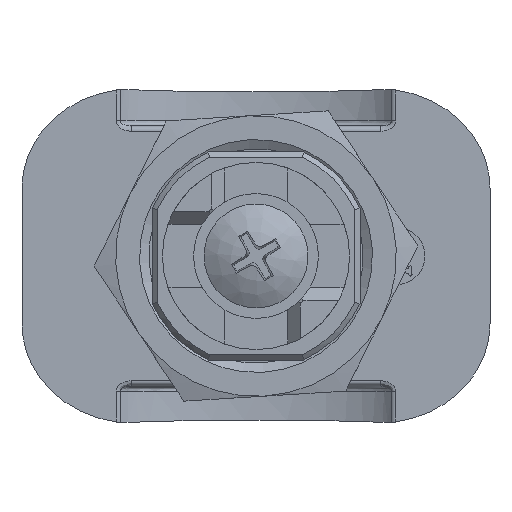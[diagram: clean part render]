
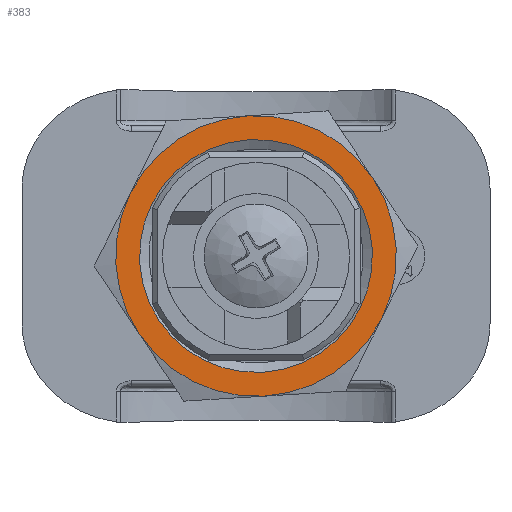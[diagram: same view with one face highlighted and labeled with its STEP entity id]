
A CAD part, front view. The second image highlights one B-rep face of the part: STEP entity #383.
In plain terms, the highlighted planar face has unit normal (0, -1, 0).
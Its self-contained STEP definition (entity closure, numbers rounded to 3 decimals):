
#383=ADVANCED_FACE('',(#708,#709),#710,.F.);
#708=FACE_BOUND('',#4715,.T.);
#709=FACE_OUTER_BOUND('',#4716,.T.);
#710=PLANE('',#4717);
#4715=EDGE_LOOP('',(#6030));
#4716=EDGE_LOOP('',(#6031,#6032,#6033,#6034,#6035,#6036));
#4717=AXIS2_PLACEMENT_3D('',#6037,#6038,#6039);
#6030=ORIENTED_EDGE('',*,*,#6919,.T.);
#6031=ORIENTED_EDGE('',*,*,#6920,.F.);
#6032=ORIENTED_EDGE('',*,*,#6921,.F.);
#6033=ORIENTED_EDGE('',*,*,#6922,.F.);
#6034=ORIENTED_EDGE('',*,*,#6923,.F.);
#6035=ORIENTED_EDGE('',*,*,#6887,.F.);
#6036=ORIENTED_EDGE('',*,*,#6924,.F.);
#6037=CARTESIAN_POINT('',(6.943,-5.3,13.957));
#6038=DIRECTION('',(0.,1.0,0.));
#6039=DIRECTION('',(-0.062,0.,0.998));
#6887=EDGE_CURVE('',#7656,#7653,#7658,.T.);
#6919=EDGE_CURVE('',#7717,#7717,#7718,.T.);
#6920=EDGE_CURVE('',#7719,#7664,#7720,.T.);
#6921=EDGE_CURVE('',#7721,#7719,#7722,.T.);
#6922=EDGE_CURVE('',#7723,#7721,#7724,.T.);
#6923=EDGE_CURVE('',#7653,#7723,#7725,.T.);
#6924=EDGE_CURVE('',#7664,#7656,#7726,.T.);
#7653=VERTEX_POINT('',#10504);
#7656=VERTEX_POINT('',#10512);
#7658=CIRCLE('',#10519,13.5);
#7664=VERTEX_POINT('',#10531);
#7717=VERTEX_POINT('',#10618);
#7718=CIRCLE('',#10619,11.2);
#7719=VERTEX_POINT('',#10620);
#7720=CIRCLE('',#10621,13.5);
#7721=VERTEX_POINT('',#10622);
#7722=CIRCLE('',#10623,13.5);
#7723=VERTEX_POINT('',#10624);
#7724=CIRCLE('',#10625,13.5);
#7725=CIRCLE('',#10626,13.5);
#7726=CIRCLE('',#10627,13.5);
#10504=CARTESIAN_POINT('',(0.836,-5.3,-13.474));
#10512=CARTESIAN_POINT('',(12.087,-5.3,-6.013));
#10519=AXIS2_PLACEMENT_3D('',#11323,#11324,#11325);
#10531=CARTESIAN_POINT('',(11.251,-5.3,7.461));
#10618=CARTESIAN_POINT('',(-0.694,-5.3,11.178));
#10619=AXIS2_PLACEMENT_3D('',#11367,#11368,#11369);
#10620=CARTESIAN_POINT('',(-0.836,-5.3,13.474));
#10621=AXIS2_PLACEMENT_3D('',#11370,#11371,#11372);
#10622=CARTESIAN_POINT('',(-12.087,-5.3,6.013));
#10623=AXIS2_PLACEMENT_3D('',#11373,#11374,#11375);
#10624=CARTESIAN_POINT('',(-11.251,-5.3,-7.461));
#10625=AXIS2_PLACEMENT_3D('',#11376,#11377,#11378);
#10626=AXIS2_PLACEMENT_3D('',#11379,#11380,#11381);
#10627=AXIS2_PLACEMENT_3D('',#11382,#11383,#11384);
#11323=CARTESIAN_POINT('',(0.,-5.3,0.));
#11324=DIRECTION('',(0.,1.0,0.));
#11325=DIRECTION('',(-0.062,0.,0.998));
#11367=CARTESIAN_POINT('',(0.,-5.3,0.));
#11368=DIRECTION('',(0.,1.0,0.));
#11369=DIRECTION('',(-0.062,0.,0.998));
#11370=CARTESIAN_POINT('',(0.,-5.3,0.));
#11371=DIRECTION('',(0.,1.0,0.));
#11372=DIRECTION('',(-0.062,0.,0.998));
#11373=CARTESIAN_POINT('',(0.,-5.3,0.));
#11374=DIRECTION('',(0.,1.0,0.));
#11375=DIRECTION('',(-0.062,0.,0.998));
#11376=CARTESIAN_POINT('',(0.,-5.3,0.));
#11377=DIRECTION('',(0.,1.0,0.));
#11378=DIRECTION('',(-0.062,0.,0.998));
#11379=CARTESIAN_POINT('',(0.,-5.3,0.));
#11380=DIRECTION('',(0.,1.0,0.));
#11381=DIRECTION('',(-0.062,0.,0.998));
#11382=CARTESIAN_POINT('',(0.,-5.3,0.));
#11383=DIRECTION('',(0.,1.0,0.));
#11384=DIRECTION('',(-0.062,0.,0.998));
